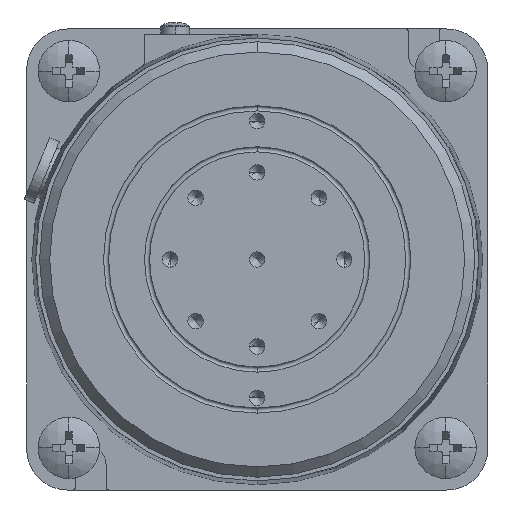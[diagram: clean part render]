
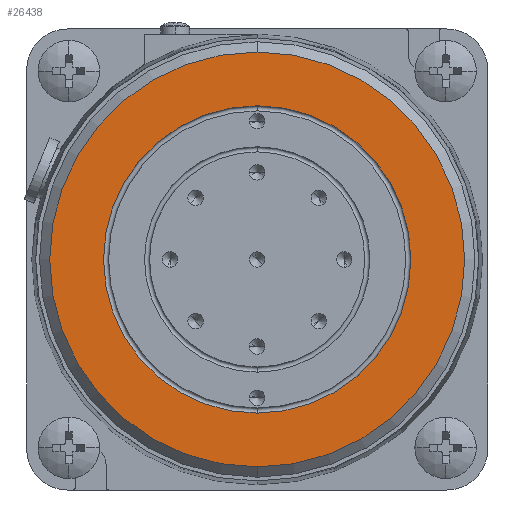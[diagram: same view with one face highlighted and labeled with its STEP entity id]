
A CAD part, left-side view. The second image highlights one B-rep face of the part: STEP entity #26438.
In plain terms, the highlighted planar face has unit normal (-1, 0, 0).
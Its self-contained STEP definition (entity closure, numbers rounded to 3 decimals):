
#481 = AXIS2_PLACEMENT_3D ( 'NONE', #3255, #14174, #17971 ) ;
#944 = CARTESIAN_POINT ( 'NONE',  ( -107.959, -8.559, 226.326 ) ) ;
#2014 = EDGE_LOOP ( 'NONE', ( #22925, #5432 ) ) ;
#2033 = CIRCLE ( 'NONE', #13672, 30. ) ;
#3255 = CARTESIAN_POINT ( 'NONE',  ( -107.959, 21.441, 196.326 ) ) ;
#4427 = AXIS2_PLACEMENT_3D ( 'NONE', #25042, #14802, #16753 ) ;
#5432 = ORIENTED_EDGE ( 'NONE', *, *, #8890, .T. ) ;
#6416 = EDGE_CURVE ( 'NONE', #7859, #23140, #10386, .T. ) ;
#7849 = DIRECTION ( 'NONE',  ( -1., 0., 0. ) ) ;
#7859 = VERTEX_POINT ( 'NONE', #11073 ) ;
#7872 = PLANE ( 'NONE',  #481 ) ;
#8890 = EDGE_CURVE ( 'NONE', #26532, #13484, #20060, .T. ) ;
#9718 = AXIS2_PLACEMENT_3D ( 'NONE', #22482, #12237, #25001 ) ;
#9956 = AXIS2_PLACEMENT_3D ( 'NONE', #12191, #7849, #16402 ) ;
#10386 = CIRCLE ( 'NONE', #9956, 30. ) ;
#11073 = CARTESIAN_POINT ( 'NONE',  ( -107.959, -8.559, 166.326 ) ) ;
#12086 = FACE_OUTER_BOUND ( 'NONE', #2014, .T. ) ;
#12191 = CARTESIAN_POINT ( 'NONE',  ( -107.959, -8.559, 196.326 ) ) ;
#12237 = DIRECTION ( 'NONE',  ( -1., 0., 0. ) ) ;
#12402 = CARTESIAN_POINT ( 'NONE',  ( -107.959, -8.559, 196.326 ) ) ;
#12590 = ORIENTED_EDGE ( 'NONE', *, *, #6416, .F. ) ;
#12882 = EDGE_LOOP ( 'NONE', ( #18035, #12590 ) ) ;
#13484 = VERTEX_POINT ( 'NONE', #21438 ) ;
#13672 = AXIS2_PLACEMENT_3D ( 'NONE', #12402, #20544, #18854 ) ;
#14174 = DIRECTION ( 'NONE',  ( -1., 0., 0. ) ) ;
#14802 = DIRECTION ( 'NONE',  ( -1., 0., 0. ) ) ;
#15191 = EDGE_CURVE ( 'NONE', #13484, #26532, #21898, .T. ) ;
#16402 = DIRECTION ( 'NONE',  ( 0., 0., 1. ) ) ;
#16753 = DIRECTION ( 'NONE',  ( 0., 0., 1. ) ) ;
#17763 = EDGE_CURVE ( 'NONE', #23140, #7859, #2033, .T. ) ;
#17971 = DIRECTION ( 'NONE',  ( 0., 0., 1. ) ) ;
#18035 = ORIENTED_EDGE ( 'NONE', *, *, #17763, .F. ) ;
#18854 = DIRECTION ( 'NONE',  ( 0., 0., 1. ) ) ;
#20060 = CIRCLE ( 'NONE', #9718, 40.5 ) ;
#20544 = DIRECTION ( 'NONE',  ( -1., 0., 0. ) ) ;
#21438 = CARTESIAN_POINT ( 'NONE',  ( -107.959, -8.559, 155.826 ) ) ;
#21898 = CIRCLE ( 'NONE', #4427, 40.5 ) ;
#22482 = CARTESIAN_POINT ( 'NONE',  ( -107.959, -8.559, 196.326 ) ) ;
#22925 = ORIENTED_EDGE ( 'NONE', *, *, #15191, .T. ) ;
#23140 = VERTEX_POINT ( 'NONE', #944 ) ;
#24706 = FACE_BOUND ( 'NONE', #12882, .T. ) ;
#25001 = DIRECTION ( 'NONE',  ( 0., 0., 1. ) ) ;
#25042 = CARTESIAN_POINT ( 'NONE',  ( -107.959, -8.559, 196.326 ) ) ;
#25116 = CARTESIAN_POINT ( 'NONE',  ( -107.959, -8.559, 236.826 ) ) ;
#26438 = ADVANCED_FACE ( 'NONE', ( #12086, #24706 ), #7872, .T. ) ;
#26532 = VERTEX_POINT ( 'NONE', #25116 ) ;
